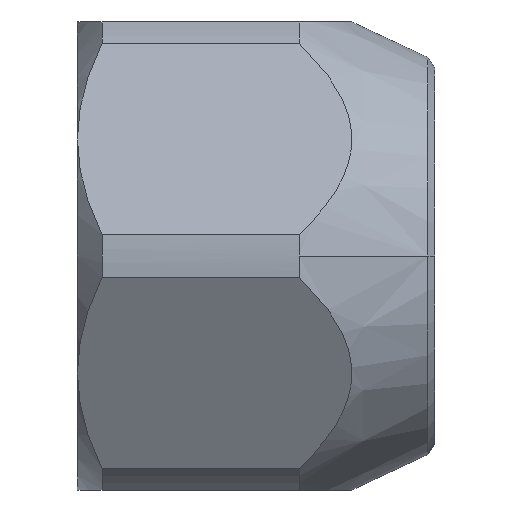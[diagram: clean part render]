
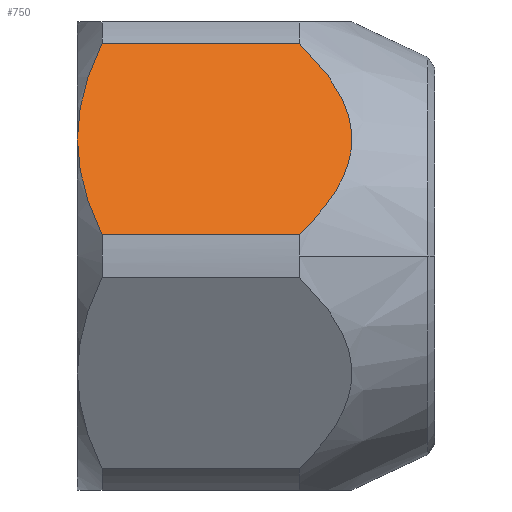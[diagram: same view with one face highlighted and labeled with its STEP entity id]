
A CAD part, front view. The second image highlights one B-rep face of the part: STEP entity #750.
In plain terms, the highlighted planar face has unit normal (0, -0.866, 0.5).
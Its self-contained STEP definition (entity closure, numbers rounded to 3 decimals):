
#46=CARTESIAN_POINT('',(-5.5,-5.991,8.623));
#47=CARTESIAN_POINT('',(-5.098,-6.211,8.242));
#48=CARTESIAN_POINT('',(-4.4,-6.645,7.49));
#49=CARTESIAN_POINT('',(-3.678,-7.303,6.351));
#50=CARTESIAN_POINT('',(-3.339,-7.931,5.263));
#51=CARTESIAN_POINT('',(-3.342,-8.534,4.219));
#52=CARTESIAN_POINT('',(-3.685,-9.16,3.135));
#53=CARTESIAN_POINT('',(-4.405,-9.813,2.004));
#54=CARTESIAN_POINT('',(-5.1,-10.244,1.256));
#55=CARTESIAN_POINT('',(-5.5,-10.463,0.877));
#68=DIRECTION('',(1.,0.,0.));
#69=VECTOR('',#68,8.);
#70=CARTESIAN_POINT('',(-13.5,-5.991,8.623));
#71=LINE('',#70,#69);
#85=DIRECTION('',(1.,0.,0.));
#86=VECTOR('',#85,8.);
#87=CARTESIAN_POINT('',(-13.5,-10.463,0.877));
#88=LINE('',#87,#86);
#173=CARTESIAN_POINT('',(-14.5,-8.227,4.75));
#174=CARTESIAN_POINT('',(-14.5,-8.466,4.337));
#175=CARTESIAN_POINT('',(-14.427,-8.949,3.499));
#176=CARTESIAN_POINT('',(-14.099,-9.682,2.229));
#177=CARTESIAN_POINT('',(-13.725,-10.2,1.334));
#178=CARTESIAN_POINT('',(-13.5,-10.463,0.877));
#226=CARTESIAN_POINT('',(-13.5,-5.991,8.623));
#227=CARTESIAN_POINT('',(-13.725,-6.255,8.166));
#228=CARTESIAN_POINT('',(-14.099,-6.772,7.271));
#229=CARTESIAN_POINT('',(-14.427,-7.506,6.));
#230=CARTESIAN_POINT('',(-14.5,-7.989,5.163));
#231=CARTESIAN_POINT('',(-14.5,-8.227,4.75));
#475=CARTESIAN_POINT('',(-13.5,-5.991,8.623));
#476=CARTESIAN_POINT('',(-5.5,-5.991,8.623));
#477=VERTEX_POINT('',#475);
#478=VERTEX_POINT('',#476);
#479=CARTESIAN_POINT('',(-13.5,-10.463,0.877));
#480=CARTESIAN_POINT('',(-5.5,-10.463,0.877));
#481=VERTEX_POINT('',#479);
#482=VERTEX_POINT('',#480);
#483=VERTEX_POINT('',#231);
#736=CARTESIAN_POINT('',(0.,-10.463,0.877));
#737=DIRECTION('',(0.,0.866,-0.5));
#738=DIRECTION('',(0.,0.5,0.866));
#739=AXIS2_PLACEMENT_3D('',#736,#737,#738);
#740=PLANE('',#739);
#741=ORIENTED_EDGE('',*,*,#614,.T.);
#742=ORIENTED_EDGE('',*,*,#666,.F.);
#744=ORIENTED_EDGE('',*,*,#743,.F.);
#746=ORIENTED_EDGE('',*,*,#745,.F.);
#747=ORIENTED_EDGE('',*,*,#647,.T.);
#748=EDGE_LOOP('',(#741,#742,#744,#746,#747));
#749=FACE_OUTER_BOUND('',#748,.F.);
#750=ADVANCED_FACE('',(#749),#740,.F.);
#56=B_SPLINE_CURVE_WITH_KNOTS('',3,(#46,#47,#48,#49,#50,#51,#52,#53,#54,#55),
.UNSPECIFIED.,.F.,.F.,(4,1,1,1,1,1,1,4),(0.,0.143,
0.286,0.429,0.571,0.714,
0.857,1.),.UNSPECIFIED.);
#179=B_SPLINE_CURVE_WITH_KNOTS('',3,(#173,#174,#175,#176,#177,#178),
.UNSPECIFIED.,.F.,.F.,(4,1,1,4),(0.,0.333,0.667,1.),
.UNSPECIFIED.);
#232=B_SPLINE_CURVE_WITH_KNOTS('',3,(#226,#227,#228,#229,#230,#231),
.UNSPECIFIED.,.F.,.F.,(4,1,1,4),(0.,0.333,0.667,1.),
.UNSPECIFIED.);
#614=EDGE_CURVE('',#478,#482,#56,.T.);
#647=EDGE_CURVE('',#477,#478,#71,.T.);
#666=EDGE_CURVE('',#481,#482,#88,.T.);
#743=EDGE_CURVE('',#483,#481,#179,.T.);
#745=EDGE_CURVE('',#477,#483,#232,.T.);
